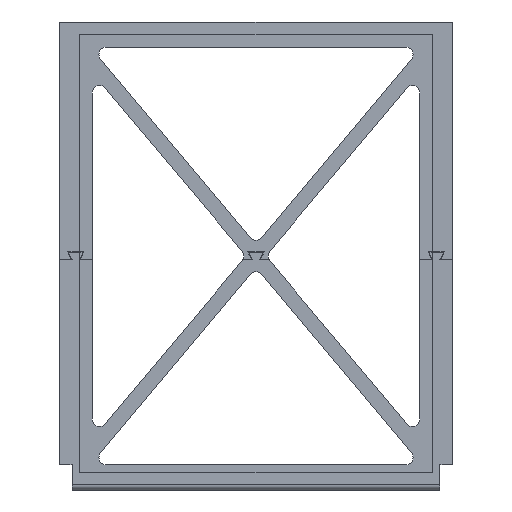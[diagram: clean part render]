
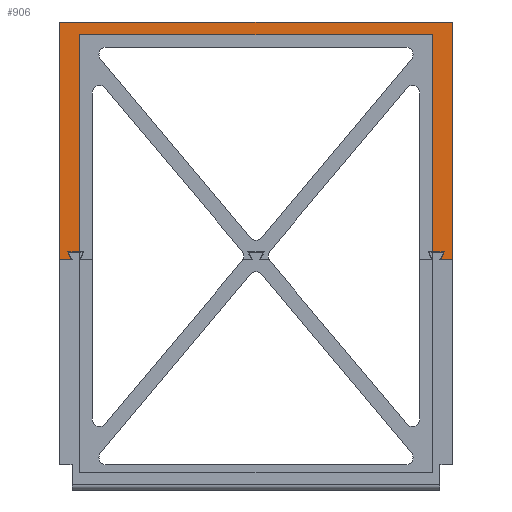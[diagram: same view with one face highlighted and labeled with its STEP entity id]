
A CAD part, front view. The second image highlights one B-rep face of the part: STEP entity #906.
In plain terms, the highlighted planar face has unit normal (0, -1, 0).
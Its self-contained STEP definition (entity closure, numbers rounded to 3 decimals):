
#6 = FACE_OUTER_BOUND ( 'NONE', #770, .T. ) ;
#20 = ORIENTED_EDGE ( 'NONE', *, *, #618, .T. ) ;
#54 = VERTEX_POINT ( 'NONE', #2943 ) ;
#70 = VECTOR ( 'NONE', #1011, 1000. ) ;
#98 = VERTEX_POINT ( 'NONE', #592 ) ;
#105 = CARTESIAN_POINT ( 'NONE',  ( 75.243, 0., 1.65 ) ) ;
#118 = CARTESIAN_POINT ( 'NONE',  ( -78.5, 0., 93.5 ) ) ;
#171 = CARTESIAN_POINT ( 'NONE',  ( -75.243, 0., 1.65 ) ) ;
#181 = LINE ( 'NONE', #909, #787 ) ;
#204 = DIRECTION ( 'NONE',  ( 1., 0., 0. ) ) ;
#279 = CARTESIAN_POINT ( 'NONE',  ( 0., 0., 0. ) ) ;
#333 = EDGE_CURVE ( 'NONE', #54, #98, #929, .T. ) ;
#376 = CARTESIAN_POINT ( 'NONE',  ( 70.5, 0., 1.65 ) ) ;
#412 = EDGE_CURVE ( 'NONE', #2984, #1508, #1540, .T. ) ;
#452 = CARTESIAN_POINT ( 'NONE',  ( -78.5, 0., -93.5 ) ) ;
#516 = VECTOR ( 'NONE', #1919, 1000. ) ;
#535 = LINE ( 'NONE', #2170, #2232 ) ;
#570 = AXIS2_PLACEMENT_3D ( 'NONE', #279, #1239, #1450 ) ;
#582 = EDGE_CURVE ( 'NONE', #2015, #2796, #652, .T. ) ;
#592 = CARTESIAN_POINT ( 'NONE',  ( 78.5, 0., -1.35 ) ) ;
#614 = DIRECTION ( 'NONE',  ( -1., 0., 0. ) ) ;
#618 = EDGE_CURVE ( 'NONE', #1653, #2093, #1736, .T. ) ;
#624 = VERTEX_POINT ( 'NONE', #376 ) ;
#632 = ORIENTED_EDGE ( 'NONE', *, *, #1026, .F. ) ;
#652 = LINE ( 'NONE', #1586, #2172 ) ;
#700 = DIRECTION ( 'NONE',  ( 0., 0., 1. ) ) ;
#770 = EDGE_LOOP ( 'NONE', ( #1852, #1520, #2891, #2265, #632, #2289, #1783, #2409, #2472, #2838, #1943, #20 ) ) ;
#773 = EDGE_CURVE ( 'NONE', #2093, #2143, #2718, .T. ) ;
#787 = VECTOR ( 'NONE', #2740, 1000. ) ;
#796 = DIRECTION ( 'NONE',  ( 0., 0., 1. ) ) ;
#900 = LINE ( 'NONE', #2714, #1985 ) ;
#906 = ADVANCED_FACE ( 'NONE', ( #6 ), #2778, .F. ) ;
#909 = CARTESIAN_POINT ( 'NONE',  ( 73.743, 0., -1.35 ) ) ;
#918 = CARTESIAN_POINT ( 'NONE',  ( -75.243, 0., 1.65 ) ) ;
#920 = VECTOR ( 'NONE', #204, 1000. ) ;
#929 = LINE ( 'NONE', #1432, #1158 ) ;
#939 = VECTOR ( 'NONE', #614, 1000. ) ;
#1011 = DIRECTION ( 'NONE',  ( -0.447, 0., -0.894 ) ) ;
#1015 = EDGE_CURVE ( 'NONE', #624, #2984, #1934, .T. ) ;
#1026 = EDGE_CURVE ( 'NONE', #624, #1498, #535, .T. ) ;
#1089 = CARTESIAN_POINT ( 'NONE',  ( -73.743, 0., -1.35 ) ) ;
#1130 = EDGE_CURVE ( 'NONE', #1823, #54, #900, .T. ) ;
#1158 = VECTOR ( 'NONE', #2775, 1000. ) ;
#1194 = EDGE_CURVE ( 'NONE', #2143, #2796, #1378, .T. ) ;
#1239 = DIRECTION ( 'NONE',  ( 0., 1., 0. ) ) ;
#1348 = CARTESIAN_POINT ( 'NONE',  ( -70.5, 0., 1.65 ) ) ;
#1360 = DIRECTION ( 'NONE',  ( 0., 0., -1. ) ) ;
#1372 = CARTESIAN_POINT ( 'NONE',  ( 70.5, 0., 88.5 ) ) ;
#1378 = LINE ( 'NONE', #171, #920 ) ;
#1432 = CARTESIAN_POINT ( 'NONE',  ( 78.5, 0., -93.5 ) ) ;
#1450 = DIRECTION ( 'NONE',  ( 0., 0., 1. ) ) ;
#1498 = VERTEX_POINT ( 'NONE', #1372 ) ;
#1508 = VERTEX_POINT ( 'NONE', #2983 ) ;
#1520 = ORIENTED_EDGE ( 'NONE', *, *, #1194, .T. ) ;
#1540 = LINE ( 'NONE', #1728, #70 ) ;
#1546 = DIRECTION ( 'NONE',  ( 1., 0., 0. ) ) ;
#1584 = CARTESIAN_POINT ( 'NONE',  ( -70.5, 0., 88.5 ) ) ;
#1586 = CARTESIAN_POINT ( 'NONE',  ( -70.5, 0., 88.5 ) ) ;
#1653 = VERTEX_POINT ( 'NONE', #2158 ) ;
#1728 = CARTESIAN_POINT ( 'NONE',  ( 75.243, 0., 1.65 ) ) ;
#1736 = LINE ( 'NONE', #1089, #1872 ) ;
#1783 = ORIENTED_EDGE ( 'NONE', *, *, #412, .T. ) ;
#1823 = VERTEX_POINT ( 'NONE', #118 ) ;
#1842 = LINE ( 'NONE', #452, #2869 ) ;
#1852 = ORIENTED_EDGE ( 'NONE', *, *, #773, .T. ) ;
#1872 = VECTOR ( 'NONE', #1546, 1000. ) ;
#1887 = EDGE_CURVE ( 'NONE', #1508, #98, #181, .T. ) ;
#1919 = DIRECTION ( 'NONE',  ( 1., 0., 0. ) ) ;
#1934 = LINE ( 'NONE', #2184, #516 ) ;
#1943 = ORIENTED_EDGE ( 'NONE', *, *, #2169, .F. ) ;
#1985 = VECTOR ( 'NONE', #2977, 1000. ) ;
#2015 = VERTEX_POINT ( 'NONE', #2103 ) ;
#2055 = CARTESIAN_POINT ( 'NONE',  ( -73.743, 0., -1.35 ) ) ;
#2093 = VERTEX_POINT ( 'NONE', #2055 ) ;
#2103 = CARTESIAN_POINT ( 'NONE',  ( -70.5, 0., 88.5 ) ) ;
#2121 = VECTOR ( 'NONE', #2764, 1000. ) ;
#2143 = VERTEX_POINT ( 'NONE', #2678 ) ;
#2158 = CARTESIAN_POINT ( 'NONE',  ( -78.5, 0., -1.35 ) ) ;
#2169 = EDGE_CURVE ( 'NONE', #1653, #1823, #1842, .T. ) ;
#2170 = CARTESIAN_POINT ( 'NONE',  ( 70.5, 0., 88.5 ) ) ;
#2172 = VECTOR ( 'NONE', #1360, 1000. ) ;
#2184 = CARTESIAN_POINT ( 'NONE',  ( 75.243, 0., 1.65 ) ) ;
#2232 = VECTOR ( 'NONE', #796, 1000. ) ;
#2265 = ORIENTED_EDGE ( 'NONE', *, *, #2387, .F. ) ;
#2289 = ORIENTED_EDGE ( 'NONE', *, *, #1015, .T. ) ;
#2387 = EDGE_CURVE ( 'NONE', #1498, #2015, #2683, .T. ) ;
#2409 = ORIENTED_EDGE ( 'NONE', *, *, #1887, .T. ) ;
#2472 = ORIENTED_EDGE ( 'NONE', *, *, #333, .F. ) ;
#2678 = CARTESIAN_POINT ( 'NONE',  ( -75.243, 0., 1.65 ) ) ;
#2683 = LINE ( 'NONE', #1584, #939 ) ;
#2714 = CARTESIAN_POINT ( 'NONE',  ( -78.5, 0., 93.5 ) ) ;
#2718 = LINE ( 'NONE', #918, #2121 ) ;
#2740 = DIRECTION ( 'NONE',  ( 1., 0., 0. ) ) ;
#2764 = DIRECTION ( 'NONE',  ( -0.447, 0., 0.894 ) ) ;
#2775 = DIRECTION ( 'NONE',  ( 0., 0., -1. ) ) ;
#2778 = PLANE ( 'NONE',  #570 ) ;
#2796 = VERTEX_POINT ( 'NONE', #1348 ) ;
#2838 = ORIENTED_EDGE ( 'NONE', *, *, #1130, .F. ) ;
#2869 = VECTOR ( 'NONE', #700, 1000. ) ;
#2891 = ORIENTED_EDGE ( 'NONE', *, *, #582, .F. ) ;
#2943 = CARTESIAN_POINT ( 'NONE',  ( 78.5, 0., 93.5 ) ) ;
#2977 = DIRECTION ( 'NONE',  ( 1., 0., 0. ) ) ;
#2983 = CARTESIAN_POINT ( 'NONE',  ( 73.743, 0., -1.35 ) ) ;
#2984 = VERTEX_POINT ( 'NONE', #105 ) ;
